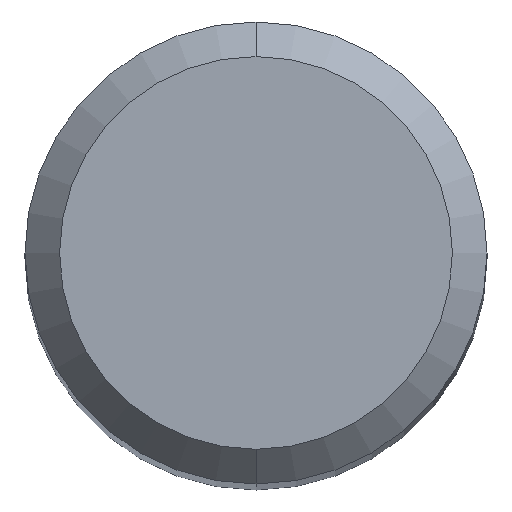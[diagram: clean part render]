
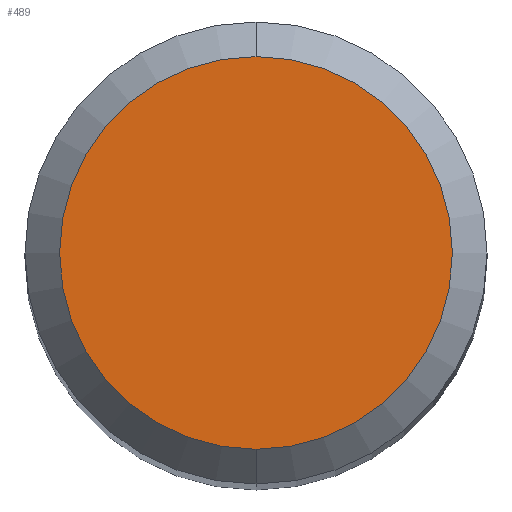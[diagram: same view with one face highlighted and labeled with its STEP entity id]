
A CAD part, top view. The second image highlights one B-rep face of the part: STEP entity #489.
In plain terms, the highlighted planar face has unit normal (0, 0, 1).
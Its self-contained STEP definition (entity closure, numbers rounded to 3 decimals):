
#417=VERTEX_POINT('',#1085);
#473=EDGE_CURVE('',#669,#417,#1143,.T.);
#489=ADVANCED_FACE('',(#1160),#1161,.T.);
#657=EDGE_CURVE('',#417,#669,#1345,.T.);
#669=VERTEX_POINT('',#1357);
#1085=CARTESIAN_POINT('',(0.,-1.7,0.0));
#1143=CIRCLE('',#2232,1.7);
#1160=FACE_OUTER_BOUND('',#2275,.T.);
#1161=PLANE('',#2276);
#1345=CIRCLE('',#3111,1.7);
#1357=CARTESIAN_POINT('',(0.0,1.7,0.0));
#2232=AXIS2_PLACEMENT_3D('',#4618,#4619,#4620);
#2275=EDGE_LOOP('',(#4636,#4637));
#2276=AXIS2_PLACEMENT_3D('',#4638,#4639,#4640);
#3111=AXIS2_PLACEMENT_3D('',#4850,#4851,#4852);
#4618=CARTESIAN_POINT('',(0.0,0.0,0.0));
#4619=DIRECTION('',(0.0,0.0,-1.0));
#4620=DIRECTION('',(0.0,1.0,0.0));
#4636=ORIENTED_EDGE('',*,*,#473,.F.);
#4637=ORIENTED_EDGE('',*,*,#657,.F.);
#4638=CARTESIAN_POINT('',(0.0,0.85,0.0));
#4639=DIRECTION('',(-0.0,0.0,1.0));
#4640=DIRECTION('',(0.0,-1.0,0.0));
#4850=CARTESIAN_POINT('',(0.0,0.0,0.0));
#4851=DIRECTION('',(0.0,0.0,-1.0));
#4852=DIRECTION('',(0.0,1.0,0.0));
